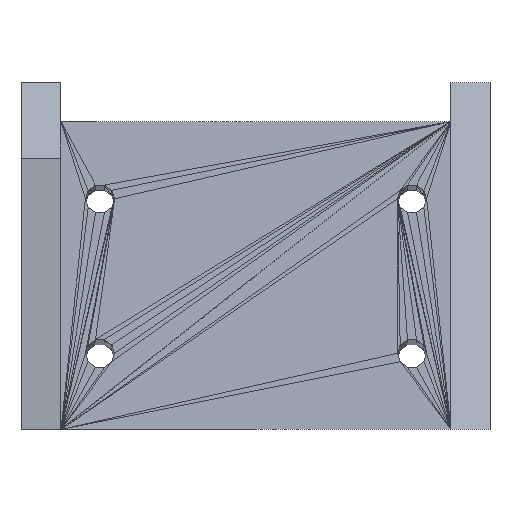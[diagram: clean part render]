
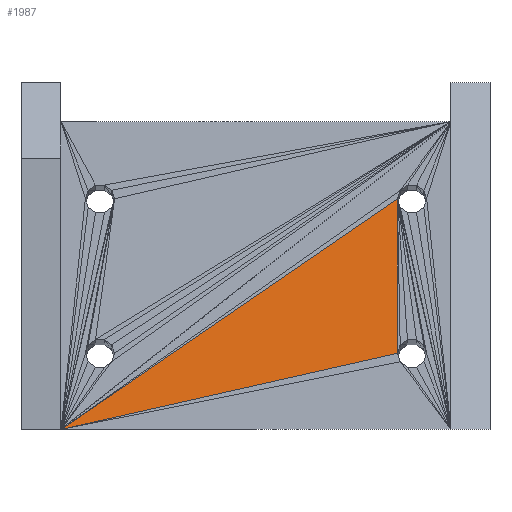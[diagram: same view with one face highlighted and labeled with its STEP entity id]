
A CAD part, front view. The second image highlights one B-rep face of the part: STEP entity #1987.
In plain terms, the highlighted planar face has unit normal (0, -0.99, 0.139).
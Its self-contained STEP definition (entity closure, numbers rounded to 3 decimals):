
#56 = VERTEX_POINT('',#57);
#57 = CARTESIAN_POINT('',(36.5,0.867,-8.2));
#561 = VERTEX_POINT('',#562);
#562 = CARTESIAN_POINT('',(2.,-2.456,-31.849));
#576 = PLANE('',#577);
#577 = AXIS2_PLACEMENT_3D('',#578,#579,#580);
#578 = CARTESIAN_POINT('',(19.51,-0.745,
    -19.674));
#579 = DIRECTION('',(0.,-0.99,0.139)
  );
#580 = DIRECTION('',(0.,-0.139,-0.99
    ));
#1824 = EDGE_CURVE('',#561,#56,#1825,.T.);
#1825 = SURFACE_CURVE('',#1826,(#1830,#1837),.PCURVE_S1.);
#1826 = LINE('',#1827,#1828);
#1827 = CARTESIAN_POINT('',(2.,-2.456,-31.849));
#1828 = VECTOR('',#1829,1.);
#1829 = DIRECTION('',(0.822,0.079,0.564)
  );
#1830 = PCURVE('',#576,#1831);
#1831 = DEFINITIONAL_REPRESENTATION('',(#1832),#1836);
#1832 = LINE('',#1833,#1834);
#1833 = CARTESIAN_POINT('',(12.295,-17.51));
#1834 = VECTOR('',#1835,1.);
#1835 = DIRECTION('',(-0.569,0.822));
#1836 = ( GEOMETRIC_REPRESENTATION_CONTEXT(2) 
PARAMETRIC_REPRESENTATION_CONTEXT() REPRESENTATION_CONTEXT('2D SPACE',''
  ) );
#1837 = PCURVE('',#1838,#1843);
#1838 = PLANE('',#1839);
#1839 = AXIS2_PLACEMENT_3D('',#1840,#1841,#1842);
#1840 = CARTESIAN_POINT('',(22.207,-1.123,
    -22.359));
#1841 = DIRECTION('',(0.,0.99,-0.139)
  );
#1842 = DIRECTION('',(0.,0.139,0.99)
  );
#1843 = DEFINITIONAL_REPRESENTATION('',(#1844),#1847);
#1844 = B_SPLINE_CURVE_WITH_KNOTS('',1,(#1845,#1846),.UNSPECIFIED.,.F.,
  .F.,(2,2),(0.,41.959),.PIECEWISE_BEZIER_KNOTS.);
#1845 = CARTESIAN_POINT('',(-9.583,-20.207));
#1846 = CARTESIAN_POINT('',(14.298,14.293));
#1847 = ( GEOMETRIC_REPRESENTATION_CONTEXT(2) 
PARAMETRIC_REPRESENTATION_CONTEXT() REPRESENTATION_CONTEXT('2D SPACE',''
  ) );
#1987 = ADVANCED_FACE('',(#1988),#1838,.F.);
#1988 = FACE_BOUND('',#1989,.T.);
#1989 = EDGE_LOOP('',(#1990,#2017,#2042));
#1990 = ORIENTED_EDGE('',*,*,#1991,.T.);
#1991 = EDGE_CURVE('',#561,#1992,#1994,.T.);
#1992 = VERTEX_POINT('',#1993);
#1993 = CARTESIAN_POINT('',(36.5,-1.36,-24.045));
#1994 = SURFACE_CURVE('',#1995,(#1999,#2006),.PCURVE_S1.);
#1995 = LINE('',#1996,#1997);
#1996 = CARTESIAN_POINT('',(2.,-2.456,-31.849));
#1997 = VECTOR('',#1998,1.);
#1998 = DIRECTION('',(0.975,0.031,0.221)
  );
#1999 = PCURVE('',#1838,#2000);
#2000 = DEFINITIONAL_REPRESENTATION('',(#2001),#2005);
#2001 = LINE('',#2002,#2003);
#2002 = CARTESIAN_POINT('',(-9.583,-20.207));
#2003 = VECTOR('',#2004,1.);
#2004 = DIRECTION('',(0.223,0.975));
#2005 = ( GEOMETRIC_REPRESENTATION_CONTEXT(2) 
PARAMETRIC_REPRESENTATION_CONTEXT() REPRESENTATION_CONTEXT('2D SPACE',''
  ) );
#2006 = PCURVE('',#2007,#2012);
#2007 = PLANE('',#2008);
#2008 = AXIS2_PLACEMENT_3D('',#2009,#2010,#2011);
#2009 = CARTESIAN_POINT('',(19.545,-1.932,
    -28.118));
#2010 = DIRECTION('',(0.,-0.99,0.139)
  );
#2011 = DIRECTION('',(0.,-0.139,-0.99
    ));
#2012 = DEFINITIONAL_REPRESENTATION('',(#2013),#2016);
#2013 = B_SPLINE_CURVE_WITH_KNOTS('',1,(#2014,#2015),.UNSPECIFIED.,.F.,
  .F.,(2,2),(0.,35.389),.PIECEWISE_BEZIER_KNOTS.);
#2014 = CARTESIAN_POINT('',(3.768,-17.545));
#2015 = CARTESIAN_POINT('',(-4.113,16.955));
#2016 = ( GEOMETRIC_REPRESENTATION_CONTEXT(2) 
PARAMETRIC_REPRESENTATION_CONTEXT() REPRESENTATION_CONTEXT('2D SPACE',''
  ) );
#2017 = ORIENTED_EDGE('',*,*,#2018,.T.);
#2018 = EDGE_CURVE('',#1992,#56,#2019,.T.);
#2019 = SURFACE_CURVE('',#2020,(#2024,#2031),.PCURVE_S1.);
#2020 = LINE('',#2021,#2022);
#2021 = CARTESIAN_POINT('',(36.5,-1.36,-24.045));
#2022 = VECTOR('',#2023,1.);
#2023 = DIRECTION('',(0.,0.139,0.99));
#2024 = PCURVE('',#1838,#2025);
#2025 = DEFINITIONAL_REPRESENTATION('',(#2026),#2030);
#2026 = LINE('',#2027,#2028);
#2027 = CARTESIAN_POINT('',(-1.702,14.293));
#2028 = VECTOR('',#2029,1.);
#2029 = DIRECTION('',(1.,0.));
#2030 = ( GEOMETRIC_REPRESENTATION_CONTEXT(2) 
PARAMETRIC_REPRESENTATION_CONTEXT() REPRESENTATION_CONTEXT('2D SPACE',''
  ) );
#2031 = PCURVE('',#2032,#2037);
#2032 = PLANE('',#2033);
#2033 = AXIS2_PLACEMENT_3D('',#2034,#2035,#2036);
#2034 = CARTESIAN_POINT('',(36.572,-0.248,
    -16.133));
#2035 = DIRECTION('',(0.,-0.99,0.139)
  );
#2036 = DIRECTION('',(0.,-0.139,-0.99)
  );
#2037 = DEFINITIONAL_REPRESENTATION('',(#2038),#2041);
#2038 = B_SPLINE_CURVE_WITH_KNOTS('',1,(#2039,#2040),.UNSPECIFIED.,.F.,
  .F.,(2,2),(0.,16.),.PIECEWISE_BEZIER_KNOTS.);
#2039 = CARTESIAN_POINT('',(7.989,-0.072));
#2040 = CARTESIAN_POINT('',(-8.011,-0.072));
#2041 = ( GEOMETRIC_REPRESENTATION_CONTEXT(2) 
PARAMETRIC_REPRESENTATION_CONTEXT() REPRESENTATION_CONTEXT('2D SPACE',''
  ) );
#2042 = ORIENTED_EDGE('',*,*,#1824,.F.);
